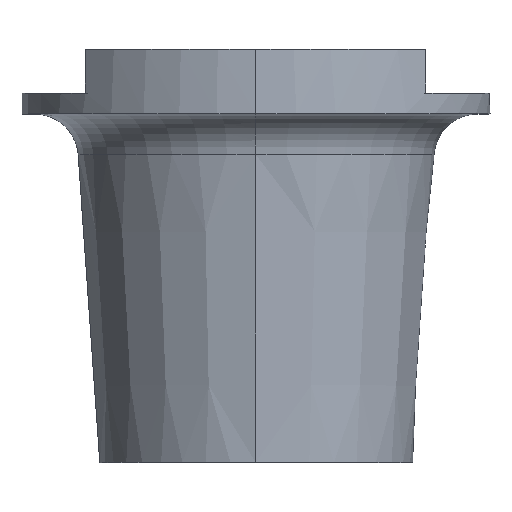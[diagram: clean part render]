
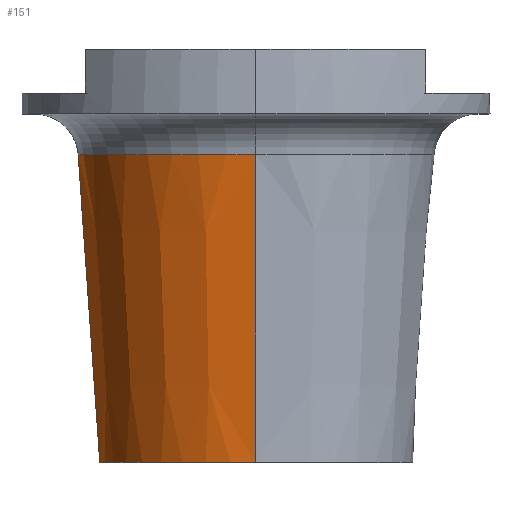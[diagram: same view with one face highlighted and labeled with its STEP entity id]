
A CAD part, top view. The second image highlights one B-rep face of the part: STEP entity #151.
In plain terms, the highlighted conical face has half-angle 4 degrees and reference radius 12.379 mm.
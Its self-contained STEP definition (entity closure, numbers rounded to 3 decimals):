
#8 = AXIS2_PLACEMENT_3D ( 'NONE', #78, #538, #143 ) ;
#10 = CARTESIAN_POINT ( 'NONE',  ( -11.689, 16.879, 1.25 ) ) ;
#17 = DIRECTION ( 'NONE',  ( 0., 0., 1. ) ) ;
#43 = DIRECTION ( 'NONE',  ( 0., 0.998, 0.07 ) ) ;
#74 = AXIS2_PLACEMENT_3D ( 'NONE', #109, #707, #114 ) ;
#78 = CARTESIAN_POINT ( 'NONE',  ( 0., 23.009, 0. ) ) ;
#109 = CARTESIAN_POINT ( 'NONE',  ( 0., 25.8, 0. ) ) ;
#114 = DIRECTION ( 'NONE',  ( 0., 0., 1. ) ) ;
#136 = VERTEX_POINT ( 'NONE', #303 ) ;
#140 = DIRECTION ( 'NONE',  ( 0., 1., 0. ) ) ;
#143 = DIRECTION ( 'NONE',  ( 0., 0., 1. ) ) ;
#151 = ADVANCED_FACE ( 'NONE', ( #182 ), #473, .T. ) ;
#182 = FACE_OUTER_BOUND ( 'NONE', #471, .T. ) ;
#203 = VERTEX_POINT ( 'NONE', #362 ) ;
#211 = CARTESIAN_POINT ( 'NONE',  ( 0., 2., 0. ) ) ;
#230 = AXIS2_PLACEMENT_3D ( 'NONE', #211, #140, #17 ) ;
#233 = EDGE_CURVE ( 'NONE', #726, #136, #606, .T. ) ;
#238 = CIRCLE ( 'NONE', #230, 10.715 ) ;
#256 = B_SPLINE_CURVE_WITH_KNOTS ( 'NONE', 3,
 ( #354, #811, #419, #498, #494, #10, #469 ),
 .UNSPECIFIED., .F., .F.,
 ( 4, 3, 4 ),
 ( 0.018, 0.02, 0.039 ),
 .UNSPECIFIED. ) ;
#274 = CARTESIAN_POINT ( 'NONE',  ( -10.642, 2., 1.25 ) ) ;
#278 = EDGE_CURVE ( 'NONE', #406, #726, #238, .T. ) ;
#303 = CARTESIAN_POINT ( 'NONE',  ( 0., 23.009, 12.184 ) ) ;
#329 = ORIENTED_EDGE ( 'NONE', *, *, #278, .T. ) ;
#332 = CIRCLE ( 'NONE', #8, 12.184 ) ;
#354 = CARTESIAN_POINT ( 'NONE',  ( -10.642, 2., 1.25 ) ) ;
#356 = EDGE_CURVE ( 'NONE', #406, #203, #256, .T. ) ;
#362 = CARTESIAN_POINT ( 'NONE',  ( -12.12, 23.009, 1.25 ) ) ;
#364 = ORIENTED_EDGE ( 'NONE', *, *, #356, .F. ) ;
#406 = VERTEX_POINT ( 'NONE', #274 ) ;
#419 = CARTESIAN_POINT ( 'NONE',  ( -10.765, 3.745, 1.25 ) ) ;
#431 = EDGE_CURVE ( 'NONE', #136, #203, #332, .T. ) ;
#432 = VECTOR ( 'NONE', #43, 1000. ) ;
#469 = CARTESIAN_POINT ( 'NONE',  ( -12.12, 23.009, 1.25 ) ) ;
#471 = EDGE_LOOP ( 'NONE', ( #329, #637, #682, #364 ) ) ;
#473 = CONICAL_SURFACE ( 'NONE', #74, 12.379, 0.07 ) ;
#494 = CARTESIAN_POINT ( 'NONE',  ( -11.257, 10.748, 1.25 ) ) ;
#498 = CARTESIAN_POINT ( 'NONE',  ( -10.826, 4.617, 1.25 ) ) ;
#538 = DIRECTION ( 'NONE',  ( 0., -1., 0. ) ) ;
#606 = LINE ( 'NONE', #754, #432 ) ;
#637 = ORIENTED_EDGE ( 'NONE', *, *, #233, .T. ) ;
#682 = ORIENTED_EDGE ( 'NONE', *, *, #431, .T. ) ;
#707 = DIRECTION ( 'NONE',  ( 0., 1., 0. ) ) ;
#726 = VERTEX_POINT ( 'NONE', #798 ) ;
#754 = CARTESIAN_POINT ( 'NONE',  ( 0., 25.8, 12.379 ) ) ;
#798 = CARTESIAN_POINT ( 'NONE',  ( 0., 2., 10.715 ) ) ;
#811 = CARTESIAN_POINT ( 'NONE',  ( -10.703, 2.872, 1.25 ) ) ;
